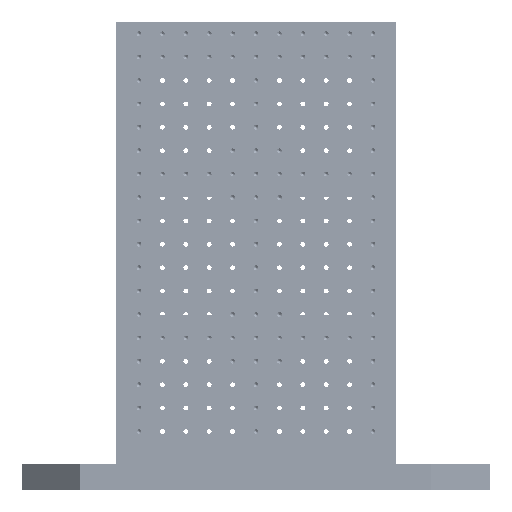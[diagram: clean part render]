
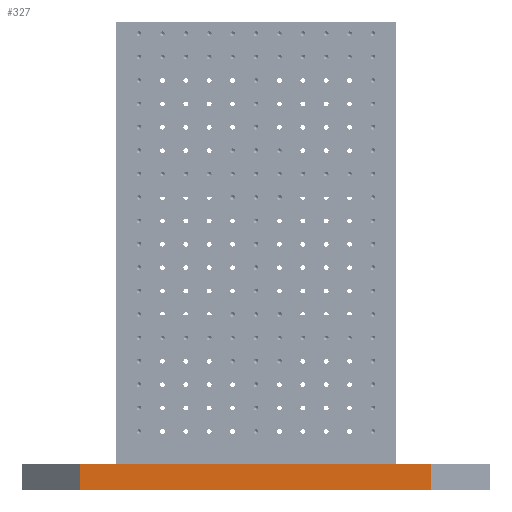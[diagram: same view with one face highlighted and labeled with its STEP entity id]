
A CAD part, left-side view. The second image highlights one B-rep face of the part: STEP entity #327.
In plain terms, the highlighted planar face has unit normal (-1, 0, 0).
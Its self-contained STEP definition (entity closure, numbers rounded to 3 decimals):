
#327 = ADVANCED_FACE( '', ( #3346 ), #3347, .F. );
#3346 = FACE_OUTER_BOUND( '', #9069, .T. );
#3347 = PLANE( '', #9070 );
#9069 = EDGE_LOOP( '', ( #16396, #16397, #16398, #16399 ) );
#9070 = AXIS2_PLACEMENT_3D( '', #16400, #16401, #16402 );
#16396 = ORIENTED_EDGE( '', *, *, #25737, .F. );
#16397 = ORIENTED_EDGE( '', *, *, #24441, .T. );
#16398 = ORIENTED_EDGE( '', *, *, #24557, .T. );
#16399 = ORIENTED_EDGE( '', *, *, #23961, .T. );
#16400 = CARTESIAN_POINT( '', ( -500., 500., 55. ) );
#16401 = DIRECTION( '', ( 1., 0., 0. ) );
#16402 = DIRECTION( '', ( 0., 1., 0. ) );
#23961 = EDGE_CURVE( '', #27133, #27130, #27134, .T. );
#24441 = EDGE_CURVE( '', #27993, #27997, #27999, .T. );
#24557 = EDGE_CURVE( '', #27997, #27133, #28207, .T. );
#25737 = EDGE_CURVE( '', #27993, #27130, #30418, .T. );
#27130 = VERTEX_POINT( '', #32218 );
#27133 = VERTEX_POINT( '', #32222 );
#27134 = LINE( '', #32223, #32224 );
#27993 = VERTEX_POINT( '', #34037 );
#27997 = VERTEX_POINT( '', #34043 );
#27999 = LINE( '', #34046, #34047 );
#28207 = LINE( '', #34314, #34315 );
#30418 = LINE( '', #37814, #37815 );
#32218 = CARTESIAN_POINT( '', ( -500., -375., 55. ) );
#32222 = CARTESIAN_POINT( '', ( -500., -375., 0. ) );
#32223 = CARTESIAN_POINT( '', ( -500., -375., 55. ) );
#32224 = VECTOR( '', #39773, 1000. );
#34037 = CARTESIAN_POINT( '', ( -500., 375., 55. ) );
#34043 = CARTESIAN_POINT( '', ( -500., 375., 0. ) );
#34046 = CARTESIAN_POINT( '', ( -500., 375., 55. ) );
#34047 = VECTOR( '', #40774, 1000. );
#34314 = CARTESIAN_POINT( '', ( -500., 500., 0. ) );
#34315 = VECTOR( '', #41045, 1000. );
#37814 = CARTESIAN_POINT( '', ( -500., 500., 55. ) );
#37815 = VECTOR( '', #44033, 1000. );
#39773 = DIRECTION( '', ( 0., 0., 1. ) );
#40774 = DIRECTION( '', ( 0., 0., -1. ) );
#41045 = DIRECTION( '', ( 0., -1., 0. ) );
#44033 = DIRECTION( '', ( 0., -1., 0. ) );
